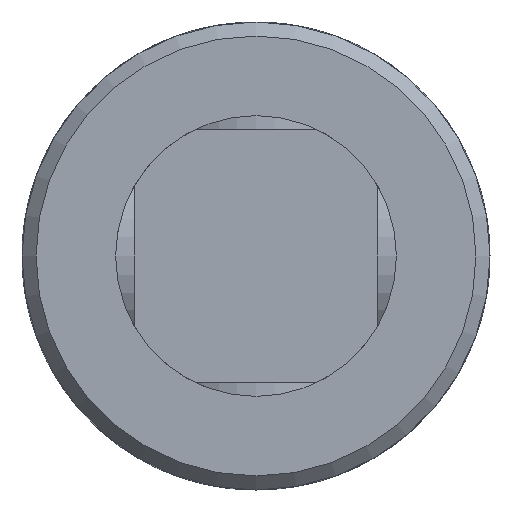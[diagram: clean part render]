
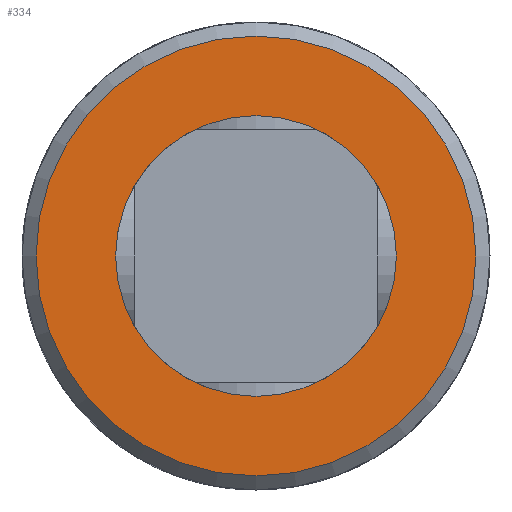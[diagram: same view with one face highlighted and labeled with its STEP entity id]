
A CAD part, left-side view. The second image highlights one B-rep face of the part: STEP entity #334.
In plain terms, the highlighted planar face has unit normal (-1, 0, 0).
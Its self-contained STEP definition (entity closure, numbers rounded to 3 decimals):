
#334 = ADVANCED_FACE( '', ( #657, #658 ), #659, .F. );
#657 = FACE_OUTER_BOUND( '', #969, .T. );
#658 = FACE_BOUND( '', #970, .T. );
#659 = PLANE( '', #971 );
#969 = EDGE_LOOP( '', ( #1606 ) );
#970 = EDGE_LOOP( '', ( #1607 ) );
#971 = AXIS2_PLACEMENT_3D( '', #1608, #1609, #1610 );
#1606 = ORIENTED_EDGE( '', *, *, #1925, .F. );
#1607 = ORIENTED_EDGE( '', *, *, #1935, .T. );
#1608 = CARTESIAN_POINT( '', ( 0., 0., 0. ) );
#1609 = DIRECTION( '', ( 1., 0., 0. ) );
#1610 = DIRECTION( '', ( 0., 0., -1. ) );
#1925 = EDGE_CURVE( '', #2293, #2293, #2294, .T. );
#1935 = EDGE_CURVE( '', #2304, #2304, #2305, .T. );
#2293 = VERTEX_POINT( '', #3817 );
#2294 = CIRCLE( '', #3818, 23.5 );
#2304 = VERTEX_POINT( '', #3828 );
#2305 = CIRCLE( '', #3829, 15. );
#3817 = CARTESIAN_POINT( '', ( 0., 0., -23.5 ) );
#3818 = AXIS2_PLACEMENT_3D( '', #4139, #4140, #4141 );
#3828 = CARTESIAN_POINT( '', ( 0., 0., -15. ) );
#3829 = AXIS2_PLACEMENT_3D( '', #4145, #4146, #4147 );
#4139 = CARTESIAN_POINT( '', ( 0., 0., 0. ) );
#4140 = DIRECTION( '', ( 1., 0., 0. ) );
#4141 = DIRECTION( '', ( 0., 0., -1. ) );
#4145 = CARTESIAN_POINT( '', ( 0., 0., 0. ) );
#4146 = DIRECTION( '', ( 1., 0., 0. ) );
#4147 = DIRECTION( '', ( 0., 0., -1. ) );
